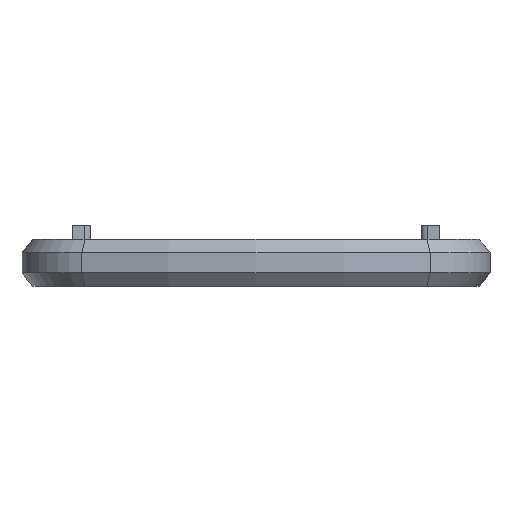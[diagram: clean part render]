
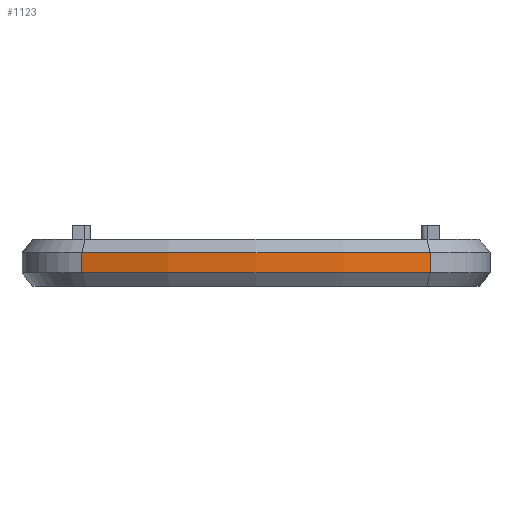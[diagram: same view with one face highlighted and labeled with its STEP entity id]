
A CAD part, left-side view. The second image highlights one B-rep face of the part: STEP entity #1123.
In plain terms, the highlighted cylindrical face has radius 43.3 mm (diameter 86.6 mm), a partial arc.
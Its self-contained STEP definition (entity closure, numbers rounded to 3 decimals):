
#377=CARTESIAN_POINT('',(-27.842,-12.873,0.75));
#378=VERTEX_POINT('',#377);
#441=CARTESIAN_POINT('',(-27.842,12.873,0.75));
#442=VERTEX_POINT('',#441);
#449=CARTESIAN_POINT('',(13.5,0.,0.75));
#450=DIRECTION('',(0.0,0.0,1.0));
#451=DIRECTION('',(-1.0,0.0,0.0));
#452=AXIS2_PLACEMENT_3D('',#449,#450,#451);
#453=CIRCLE('',#452,43.3);
#454=EDGE_CURVE('',#442,#378,#453,.T.);
#968=CARTESIAN_POINT('',(-27.842,-12.873,-0.75));
#969=VERTEX_POINT('',#968);
#1026=CARTESIAN_POINT('',(-27.842,12.873,-0.75));
#1027=VERTEX_POINT('',#1026);
#1044=CARTESIAN_POINT('',(13.5,0.,-0.75));
#1045=DIRECTION('',(0.0,0.0,-1.0));
#1046=DIRECTION('',(-1.0,0.0,0.0));
#1047=AXIS2_PLACEMENT_3D('',#1044,#1045,#1046);
#1048=CIRCLE('',#1047,43.3);
#1049=EDGE_CURVE('',#969,#1027,#1048,.T.);
#1102=CARTESIAN_POINT('',(13.5,0.,-1.75));
#1103=DIRECTION('',(0.0,0.0,1.0));
#1104=DIRECTION('',(1.0,0.0,0.0));
#1105=AXIS2_PLACEMENT_3D('',#1102,#1103,#1104);
#1106=CYLINDRICAL_SURFACE('',#1105,43.3);
#1107=ORIENTED_EDGE('',*,*,#454,.F.);
#1108=CARTESIAN_POINT('',(-27.842,12.873,-0.75));
#1109=DIRECTION('',(0.0,0.0,1.0));
#1110=VECTOR('',#1109,1.5);
#1111=LINE('',#1108,#1110);
#1112=EDGE_CURVE('',#1027,#442,#1111,.T.);
#1113=ORIENTED_EDGE('',*,*,#1112,.F.);
#1114=ORIENTED_EDGE('',*,*,#1049,.F.);
#1115=CARTESIAN_POINT('',(-27.842,-12.873,0.75));
#1116=DIRECTION('',(0.0,0.0,-1.0));
#1117=VECTOR('',#1116,1.5);
#1118=LINE('',#1115,#1117);
#1119=EDGE_CURVE('',#378,#969,#1118,.T.);
#1120=ORIENTED_EDGE('',*,*,#1119,.F.);
#1121=EDGE_LOOP('',(#1107,#1113,#1114,#1120));
#1122=FACE_OUTER_BOUND('',#1121,.T.);
#1123=ADVANCED_FACE('',(#1122),#1106,.T.);
